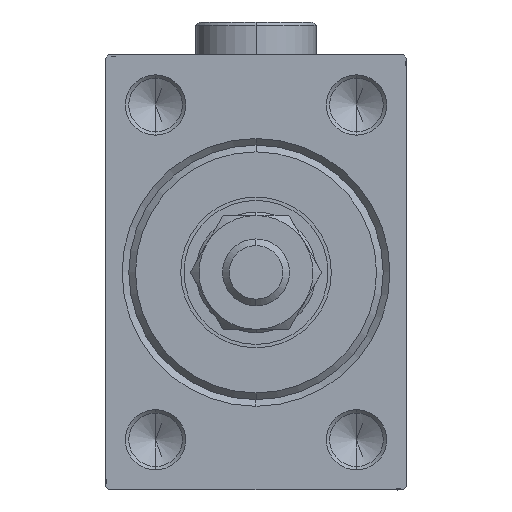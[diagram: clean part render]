
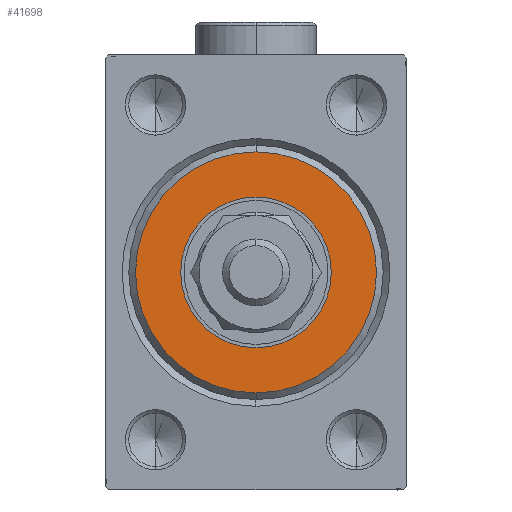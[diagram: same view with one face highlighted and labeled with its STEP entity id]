
A CAD part, left-side view. The second image highlights one B-rep face of the part: STEP entity #41698.
In plain terms, the highlighted face is planar.
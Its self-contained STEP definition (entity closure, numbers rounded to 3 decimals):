
#101 = DIRECTION ( 'NONE',  ( 1., 0., 0. ) ) ;
#504 = EDGE_CURVE ( 'NONE', #16917, #42522, #32215, .T. ) ;
#3538 = DIRECTION ( 'NONE',  ( 1., 0., 0. ) ) ;
#6384 = DIRECTION ( 'NONE',  ( 0., 0., -1. ) ) ;
#7467 = CARTESIAN_POINT ( 'NONE',  ( 3., 0., 0. ) ) ;
#7546 = ORIENTED_EDGE ( 'NONE', *, *, #504, .F. ) ;
#8778 = EDGE_LOOP ( 'NONE', ( #19282, #34372 ) ) ;
#8838 = CARTESIAN_POINT ( 'NONE',  ( 3., 0., 11.25 ) ) ;
#9017 = CARTESIAN_POINT ( 'NONE',  ( 3., 0., -11.25 ) ) ;
#9392 = CIRCLE ( 'NONE', #36015, 18. ) ;
#9490 = CARTESIAN_POINT ( 'NONE',  ( 3., 0., 18. ) ) ;
#10675 = CARTESIAN_POINT ( 'NONE',  ( 3., 0., 0. ) ) ;
#11478 = DIRECTION ( 'NONE',  ( 0., 0., -1. ) ) ;
#11498 = CIRCLE ( 'NONE', #34355, 18. ) ;
#11556 = CARTESIAN_POINT ( 'NONE',  ( 3., 0., 0. ) ) ;
#12532 = VERTEX_POINT ( 'NONE', #44549 ) ;
#14622 = DIRECTION ( 'NONE',  ( 0., 0., -1. ) ) ;
#15063 = CARTESIAN_POINT ( 'NONE',  ( 3., 0., 0. ) ) ;
#16917 = VERTEX_POINT ( 'NONE', #9017 ) ;
#18075 = DIRECTION ( 'NONE',  ( 0., 0., -1. ) ) ;
#18188 = DIRECTION ( 'NONE',  ( 1., 0., 0. ) ) ;
#19064 = EDGE_CURVE ( 'NONE', #42522, #16917, #43332, .T. ) ;
#19282 = ORIENTED_EDGE ( 'NONE', *, *, #34188, .T. ) ;
#21550 = AXIS2_PLACEMENT_3D ( 'NONE', #15063, #44130, #11478 ) ;
#23526 = AXIS2_PLACEMENT_3D ( 'NONE', #10675, #25196, #6384 ) ;
#25196 = DIRECTION ( 'NONE',  ( 1., 0., 0. ) ) ;
#26343 = CARTESIAN_POINT ( 'NONE',  ( 3., 0., 0. ) ) ;
#30144 = PLANE ( 'NONE',  #30781 ) ;
#30781 = AXIS2_PLACEMENT_3D ( 'NONE', #26343, #3538, #18075 ) ;
#32215 = CIRCLE ( 'NONE', #21550, 11.25 ) ;
#32846 = EDGE_LOOP ( 'NONE', ( #7546, #42706 ) ) ;
#34188 = EDGE_CURVE ( 'NONE', #42874, #12532, #11498, .T. ) ;
#34355 = AXIS2_PLACEMENT_3D ( 'NONE', #7467, #18188, #14622 ) ;
#34372 = ORIENTED_EDGE ( 'NONE', *, *, #40069, .T. ) ;
#36015 = AXIS2_PLACEMENT_3D ( 'NONE', #11556, #101, #47074 ) ;
#36191 = FACE_BOUND ( 'NONE', #32846, .T. ) ;
#40069 = EDGE_CURVE ( 'NONE', #12532, #42874, #9392, .T. ) ;
#41698 = ADVANCED_FACE ( 'NONE', ( #44693, #36191 ), #30144, .T. ) ;
#42522 = VERTEX_POINT ( 'NONE', #8838 ) ;
#42706 = ORIENTED_EDGE ( 'NONE', *, *, #19064, .F. ) ;
#42874 = VERTEX_POINT ( 'NONE', #9490 ) ;
#43332 = CIRCLE ( 'NONE', #23526, 11.25 ) ;
#44130 = DIRECTION ( 'NONE',  ( 1., 0., 0. ) ) ;
#44549 = CARTESIAN_POINT ( 'NONE',  ( 3., 0., -18. ) ) ;
#44693 = FACE_OUTER_BOUND ( 'NONE', #8778, .T. ) ;
#47074 = DIRECTION ( 'NONE',  ( 0., 0., -1. ) ) ;
